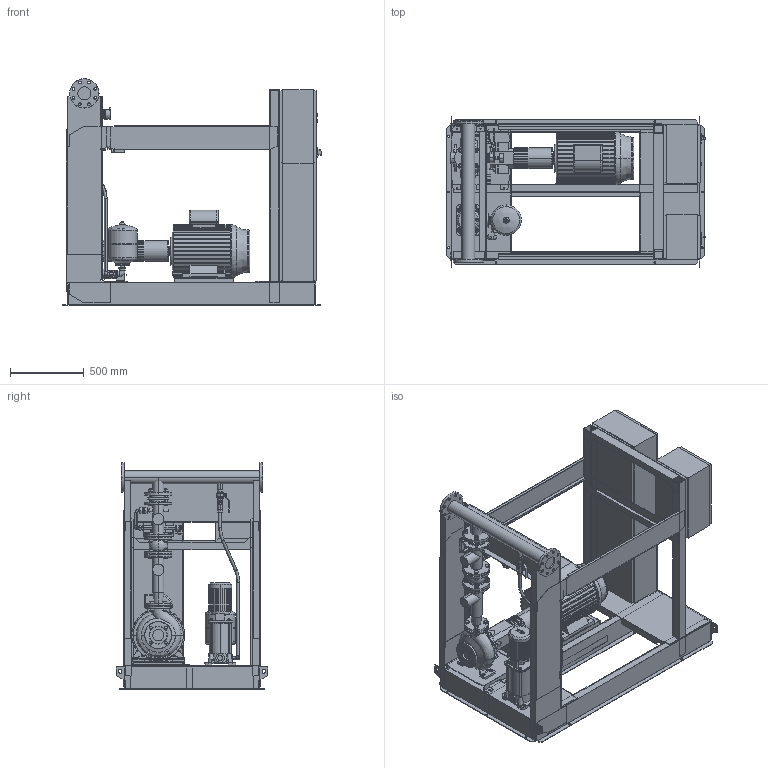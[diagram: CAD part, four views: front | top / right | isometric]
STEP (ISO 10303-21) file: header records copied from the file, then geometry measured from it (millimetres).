
FILE_DESCRIPTION((''),'2;1');
FILE_NAME('3d_Sifire-EN-50_200-215-22_1.1EJ-4183745.stp','2015-05-25T14:48:20',(''),(''),'Mechanical Desktop 2009','Mechanical Desktop 2009',', , ');
FILE_SCHEMA(('CONFIG_CONTROL_DESIGN'));
Length unit declared in the file: millimetre
Products named in the file (1): Product
Bounding box: 1754.5 x 1026 x 1540 mm (x, y, z)
Volume: 294968887.4 mm3; surface area: 22485315.5 mm2
Topology: 137 solids, 137 shells, 3557 faces, 8703 edges, 5550 vertices
Faces by surface type: plane 1410, bspline 1007, cylinder 750, cone 266, torus 94, sphere 30
Entity records: 116022 total; most frequent: CARTESIAN_POINT 36061, ORIENTED_EDGE 17354, DIRECTION 15243, EDGE_CURVE 8677, VERTEX_POINT 5549, AXIS2_PLACEMENT_3D 5114, VECTOR 5015, LINE 5015
